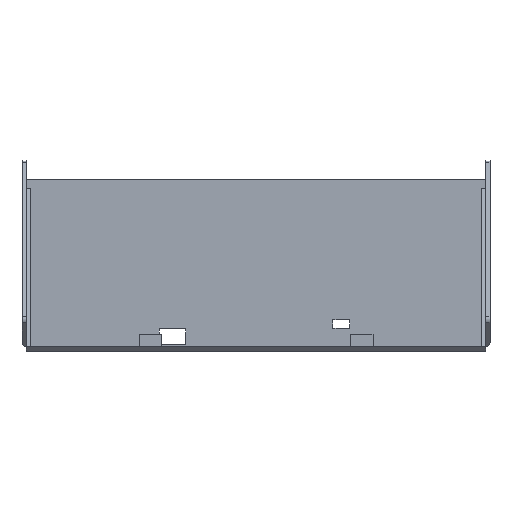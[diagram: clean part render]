
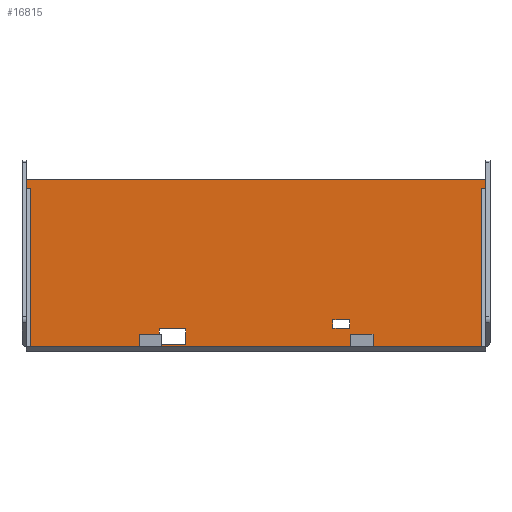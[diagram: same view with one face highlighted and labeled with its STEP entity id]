
A CAD part, front view. The second image highlights one B-rep face of the part: STEP entity #16815.
In plain terms, the highlighted planar face has unit normal (0, -1, 0).
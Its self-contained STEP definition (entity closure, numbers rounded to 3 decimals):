
#170=FACE_BOUND('',#2079,.T.);
#171=FACE_BOUND('',#2080,.T.);
#1140=FACE_OUTER_BOUND('',#2078,.T.);
#2078=EDGE_LOOP('',(#14407,#14408,#14409,#14410,#14411,#14412,#14413,#14414,
#14415,#14416));
#2079=EDGE_LOOP('',(#14417,#14418,#14419,#14420));
#2080=EDGE_LOOP('',(#14421,#14422,#14423,#14424));
#4408=LINE('',#26028,#6680);
#4411=LINE('',#26033,#6683);
#4421=LINE('',#26054,#6693);
#4423=LINE('',#26057,#6695);
#4443=LINE('',#26110,#6715);
#4446=LINE('',#26116,#6718);
#4453=LINE('',#26145,#6725);
#4456=LINE('',#26150,#6728);
#4457=LINE('',#26153,#6729);
#4459=LINE('',#26156,#6731);
#4460=LINE('',#26160,#6732);
#4461=LINE('',#26161,#6733);
#4462=LINE('',#26162,#6734);
#4463=LINE('',#26164,#6735);
#4464=LINE('',#26166,#6736);
#4465=LINE('',#26167,#6737);
#4466=LINE('',#26168,#6738);
#4467=LINE('',#26169,#6739);
#6680=VECTOR('',#21364,10.);
#6683=VECTOR('',#21369,10.);
#6693=VECTOR('',#21383,10.);
#6695=VECTOR('',#21387,10.);
#6715=VECTOR('',#21447,10.);
#6718=VECTOR('',#21452,10.);
#6725=VECTOR('',#21483,10.);
#6728=VECTOR('',#21488,10.);
#6729=VECTOR('',#21491,10.);
#6731=VECTOR('',#21495,10.);
#6732=VECTOR('',#21498,10.);
#6733=VECTOR('',#21499,10.);
#6734=VECTOR('',#21500,10.);
#6735=VECTOR('',#21501,10.);
#6736=VECTOR('',#21502,10.);
#6737=VECTOR('',#21503,10.);
#6738=VECTOR('',#21504,10.);
#6739=VECTOR('',#21505,10.);
#8244=VERTEX_POINT('',#25971);
#8245=VERTEX_POINT('',#25973);
#8262=VERTEX_POINT('',#26025);
#8263=VERTEX_POINT('',#26027);
#8264=VERTEX_POINT('',#26031);
#8273=VERTEX_POINT('',#26053);
#8280=VERTEX_POINT('',#26074);
#8281=VERTEX_POINT('',#26076);
#8286=VERTEX_POINT('',#26109);
#8288=VERTEX_POINT('',#26115);
#8297=VERTEX_POINT('',#26142);
#8298=VERTEX_POINT('',#26144);
#8299=VERTEX_POINT('',#26148);
#8300=VERTEX_POINT('',#26152);
#8301=VERTEX_POINT('',#26158);
#8302=VERTEX_POINT('',#26159);
#8303=VERTEX_POINT('',#26163);
#8304=VERTEX_POINT('',#26165);
#10523=EDGE_CURVE('',#8262,#8263,#4408,.T.);
#10526=EDGE_CURVE('',#8264,#8262,#4411,.T.);
#10536=EDGE_CURVE('',#8263,#8273,#4421,.T.);
#10538=EDGE_CURVE('',#8273,#8264,#4423,.T.);
#10565=EDGE_CURVE('',#8281,#8286,#4443,.T.);
#10568=EDGE_CURVE('',#8288,#8244,#4446,.T.);
#10582=EDGE_CURVE('',#8297,#8298,#4453,.T.);
#10585=EDGE_CURVE('',#8297,#8299,#4456,.T.);
#10586=EDGE_CURVE('',#8299,#8300,#4457,.T.);
#10588=EDGE_CURVE('',#8298,#8300,#4459,.T.);
#10589=EDGE_CURVE('',#8301,#8302,#4460,.T.);
#10590=EDGE_CURVE('',#8302,#8286,#4461,.T.);
#10591=EDGE_CURVE('',#8281,#8280,#4462,.T.);
#10592=EDGE_CURVE('',#8280,#8303,#4463,.T.);
#10593=EDGE_CURVE('',#8303,#8304,#4464,.T.);
#10594=EDGE_CURVE('',#8304,#8245,#4465,.T.);
#10595=EDGE_CURVE('',#8245,#8244,#4466,.T.);
#10596=EDGE_CURVE('',#8288,#8301,#4467,.T.);
#14407=ORIENTED_EDGE('',*,*,#10589,.T.);
#14408=ORIENTED_EDGE('',*,*,#10590,.T.);
#14409=ORIENTED_EDGE('',*,*,#10565,.F.);
#14410=ORIENTED_EDGE('',*,*,#10591,.T.);
#14411=ORIENTED_EDGE('',*,*,#10592,.T.);
#14412=ORIENTED_EDGE('',*,*,#10593,.T.);
#14413=ORIENTED_EDGE('',*,*,#10594,.T.);
#14414=ORIENTED_EDGE('',*,*,#10595,.T.);
#14415=ORIENTED_EDGE('',*,*,#10568,.F.);
#14416=ORIENTED_EDGE('',*,*,#10596,.T.);
#14417=ORIENTED_EDGE('',*,*,#10526,.F.);
#14418=ORIENTED_EDGE('',*,*,#10538,.F.);
#14419=ORIENTED_EDGE('',*,*,#10536,.F.);
#14420=ORIENTED_EDGE('',*,*,#10523,.F.);
#14421=ORIENTED_EDGE('',*,*,#10585,.T.);
#14422=ORIENTED_EDGE('',*,*,#10586,.T.);
#14423=ORIENTED_EDGE('',*,*,#10588,.F.);
#14424=ORIENTED_EDGE('',*,*,#10582,.F.);
#16029=PLANE('',#17662);
#16815=ADVANCED_FACE('',(#1140,#170,#171),#16029,.T.);
#17662=AXIS2_PLACEMENT_3D('',#26157,#21496,#21497);
#21364=DIRECTION('',(1.,0.,0.));
#21369=DIRECTION('',(0.,0.,-1.));
#21383=DIRECTION('',(0.,0.,1.));
#21387=DIRECTION('',(-1.,0.,0.));
#21447=DIRECTION('',(-1.,0.,0.));
#21452=DIRECTION('',(-1.,0.,0.));
#21483=DIRECTION('',(0.,0.,-1.));
#21488=DIRECTION('',(1.,0.,0.));
#21491=DIRECTION('',(0.,0.,-1.));
#21495=DIRECTION('',(1.,0.,0.));
#21496=DIRECTION('center_axis',(0.,-1.,0.));
#21497=DIRECTION('ref_axis',(0.,0.,-1.));
#21498=DIRECTION('',(1.,0.,0.));
#21499=DIRECTION('',(0.,0.,1.));
#21500=DIRECTION('',(0.,0.,1.));
#21501=DIRECTION('',(0.,0.,1.));
#21502=DIRECTION('',(-1.,0.,0.));
#21503=DIRECTION('',(0.,0.,-1.));
#21504=DIRECTION('',(0.,0.,-1.));
#21505=DIRECTION('',(0.,0.,-1.));
#25971=CARTESIAN_POINT('',(-148.176,54.744,70.953));
#25973=CARTESIAN_POINT('',(-148.176,54.744,72.125));
#26025=CARTESIAN_POINT('',(-88.676,54.744,1.));
#26027=CARTESIAN_POINT('',(-76.676,54.744,1.));
#26028=CARTESIAN_POINT('',(-76.676,54.744,1.));
#26031=CARTESIAN_POINT('',(-88.676,54.744,8.));
#26033=CARTESIAN_POINT('',(-88.676,54.744,34.412));
#26053=CARTESIAN_POINT('',(-76.676,54.744,8.));
#26054=CARTESIAN_POINT('',(-76.676,54.744,36.912));
#26057=CARTESIAN_POINT('',(-42.926,54.744,8.));
#26074=CARTESIAN_POINT('',(57.824,54.744,72.125));
#26076=CARTESIAN_POINT('',(57.824,54.744,70.953));
#26109=CARTESIAN_POINT('',(55.824,54.744,70.953));
#26110=CARTESIAN_POINT('',(57.324,54.744,70.953));
#26115=CARTESIAN_POINT('',(-146.176,54.744,70.953));
#26116=CARTESIAN_POINT('',(-147.676,54.744,70.953));
#26142=CARTESIAN_POINT('',(-10.676,54.744,12.2));
#26144=CARTESIAN_POINT('',(-10.676,54.744,8.2));
#26145=CARTESIAN_POINT('',(-10.676,54.744,12.2));
#26148=CARTESIAN_POINT('',(-3.176,54.744,12.2));
#26150=CARTESIAN_POINT('',(-5.176,54.744,12.2));
#26152=CARTESIAN_POINT('',(-3.176,54.744,8.2));
#26153=CARTESIAN_POINT('',(-3.176,54.744,10.95));
#26156=CARTESIAN_POINT('',(-7.051,54.744,8.2));
#26157=CARTESIAN_POINT('Origin',(-8.926,54.744,9.7));
#26158=CARTESIAN_POINT('',(-146.176,54.744,0.));
#26159=CARTESIAN_POINT('',(55.824,54.744,0.));
#26160=CARTESIAN_POINT('',(1.824,54.744,0.));
#26161=CARTESIAN_POINT('',(55.824,54.744,55.836));
#26162=CARTESIAN_POINT('',(57.824,54.744,51.387));
#26163=CARTESIAN_POINT('',(57.824,54.744,74.953));
#26164=CARTESIAN_POINT('',(57.824,54.744,51.387));
#26165=CARTESIAN_POINT('',(-148.176,54.744,74.953));
#26166=CARTESIAN_POINT('',(-68.676,54.744,74.953));
#26167=CARTESIAN_POINT('',(-148.176,54.744,20.981));
#26168=CARTESIAN_POINT('',(-148.176,54.744,20.981));
#26169=CARTESIAN_POINT('',(-146.176,54.744,55.836));
